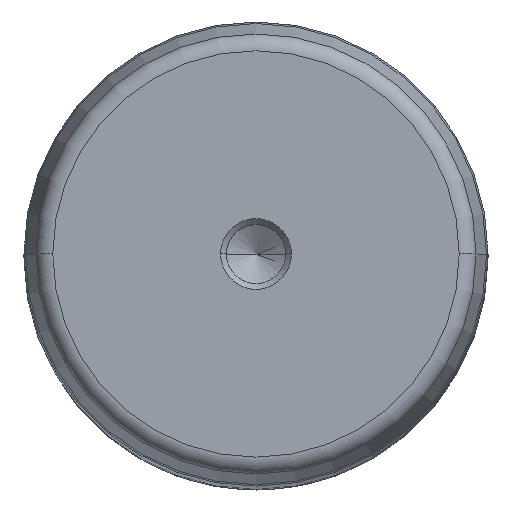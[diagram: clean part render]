
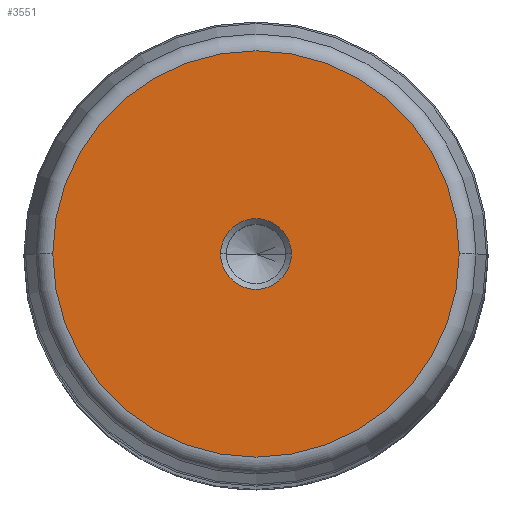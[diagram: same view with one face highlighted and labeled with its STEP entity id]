
A CAD part, top view. The second image highlights one B-rep face of the part: STEP entity #3551.
In plain terms, the highlighted planar face has unit normal (0, 0, 1).
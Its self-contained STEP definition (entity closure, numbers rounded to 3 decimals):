
#100 = DIRECTION ( 'NONE',  ( 0., 0., -1. ) ) ;
#195 = AXIS2_PLACEMENT_3D ( 'NONE', #1440, #100, #1741 ) ;
#227 = PLANE ( 'NONE',  #805 ) ;
#246 = DIRECTION ( 'NONE',  ( 1., 0., 0. ) ) ;
#304 = CARTESIAN_POINT ( 'NONE',  ( 6.1, 0., 400. ) ) ;
#449 = EDGE_CURVE ( 'NONE', #2079, #2503, #3483, .T. ) ;
#695 = EDGE_CURVE ( 'NONE', #2503, #2079, #2044, .T. ) ;
#805 = AXIS2_PLACEMENT_3D ( 'NONE', #3257, #1327, #1065 ) ;
#854 = DIRECTION ( 'NONE',  ( 0., 0., 1. ) ) ;
#1017 = DIRECTION ( 'NONE',  ( 1., 0., 0. ) ) ;
#1043 = FACE_BOUND ( 'NONE', #2898, .T. ) ;
#1065 = DIRECTION ( 'NONE',  ( 1., 0., 0. ) ) ;
#1204 = CARTESIAN_POINT ( 'NONE',  ( 35.019, 0., 400. ) ) ;
#1327 = DIRECTION ( 'NONE',  ( 0., 0., 1. ) ) ;
#1440 = CARTESIAN_POINT ( 'NONE',  ( 0., 0., 400. ) ) ;
#1575 = FACE_OUTER_BOUND ( 'NONE', #1992, .T. ) ;
#1623 = CARTESIAN_POINT ( 'NONE',  ( -35.019, 0., 400. ) ) ;
#1680 = AXIS2_PLACEMENT_3D ( 'NONE', #1923, #854, #3414 ) ;
#1741 = DIRECTION ( 'NONE',  ( 1., 0., 0. ) ) ;
#1885 = DIRECTION ( 'NONE',  ( 0., 0., 1. ) ) ;
#1923 = CARTESIAN_POINT ( 'NONE',  ( 0., 0., 400. ) ) ;
#1958 = EDGE_CURVE ( 'NONE', #2860, #2117, #3011, .T. ) ;
#1992 = EDGE_LOOP ( 'NONE', ( #2778, #3383 ) ) ;
#2041 = AXIS2_PLACEMENT_3D ( 'NONE', #2135, #1885, #1017 ) ;
#2044 = CIRCLE ( 'NONE', #195, 6.1 ) ;
#2079 = VERTEX_POINT ( 'NONE', #3553 ) ;
#2117 = VERTEX_POINT ( 'NONE', #1623 ) ;
#2122 = AXIS2_PLACEMENT_3D ( 'NONE', #3004, #2395, #246 ) ;
#2135 = CARTESIAN_POINT ( 'NONE',  ( 0., 0., 400. ) ) ;
#2395 = DIRECTION ( 'NONE',  ( 0., 0., -1. ) ) ;
#2477 = ORIENTED_EDGE ( 'NONE', *, *, #449, .T. ) ;
#2503 = VERTEX_POINT ( 'NONE', #304 ) ;
#2556 = ORIENTED_EDGE ( 'NONE', *, *, #695, .T. ) ;
#2659 = EDGE_CURVE ( 'NONE', #2117, #2860, #3534, .T. ) ;
#2778 = ORIENTED_EDGE ( 'NONE', *, *, #1958, .T. ) ;
#2860 = VERTEX_POINT ( 'NONE', #1204 ) ;
#2898 = EDGE_LOOP ( 'NONE', ( #2556, #2477 ) ) ;
#3004 = CARTESIAN_POINT ( 'NONE',  ( 0., 0., 400. ) ) ;
#3011 = CIRCLE ( 'NONE', #2041, 35.019 ) ;
#3257 = CARTESIAN_POINT ( 'NONE',  ( 0., 0., 400. ) ) ;
#3383 = ORIENTED_EDGE ( 'NONE', *, *, #2659, .T. ) ;
#3414 = DIRECTION ( 'NONE',  ( 1., 0., 0. ) ) ;
#3483 = CIRCLE ( 'NONE', #2122, 6.1 ) ;
#3534 = CIRCLE ( 'NONE', #1680, 35.019 ) ;
#3551 = ADVANCED_FACE ( 'NONE', ( #1575, #1043 ), #227, .T. ) ;
#3553 = CARTESIAN_POINT ( 'NONE',  ( -6.1, 0., 400. ) ) ;
